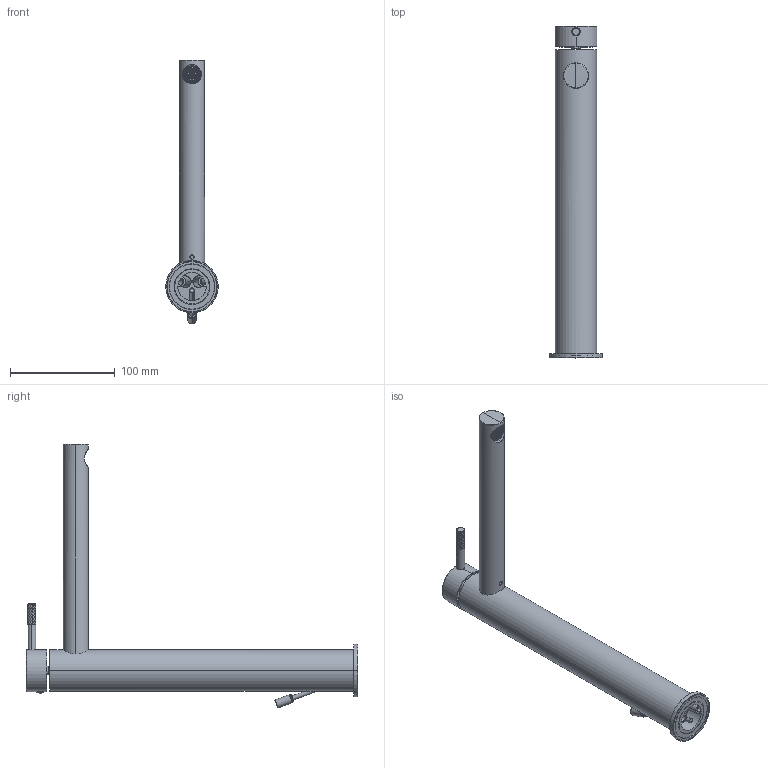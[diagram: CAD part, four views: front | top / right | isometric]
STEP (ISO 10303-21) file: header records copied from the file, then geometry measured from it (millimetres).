
FILE_DESCRIPTION((''),'2;1');
FILE_NAME('JL085CR','2025-01-22T13:29:24',('simone.bertoli'),('PAFFONI SpA'),'CREO PARAMETRIC BY PTC INC, 2022124','CREO PARAMETRIC BY PTC INC, 2022124','');
FILE_SCHEMA(('CONFIG_CONTROL_DESIGN','SHAPE_APPEARANCE_LAYERS_GROUPS'));
Length unit declared in the file: millimetre
Products named in the file (1): JL085CR
Bounding box: 50 x 316.5 x 251.29 mm (x, y, z)
Volume: 242069.2 mm3; surface area: 131606.4 mm2
Topology: 5 solids, 5 shells, 3340 faces, 8559 edges, 5264 vertices
Faces by surface type: plane 1851, cylinder 664, bspline 653, cone 96, torus 74, sphere 2
Entity records: 160657 total; most frequent: CARTESIAN_POINT 67192, ORIENTED_EDGE 17082, DIRECTION 10875, EDGE_CURVE 8541, VERTEX_POINT 5264, B_SPLINE_CURVE_WITH_KNOTS 3930, VECTOR 3721, LINE 3721
